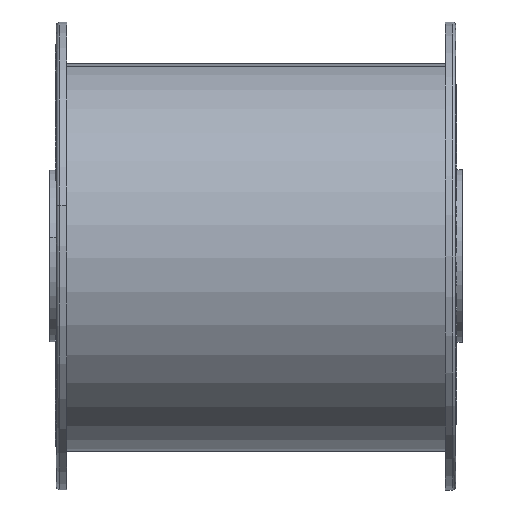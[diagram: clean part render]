
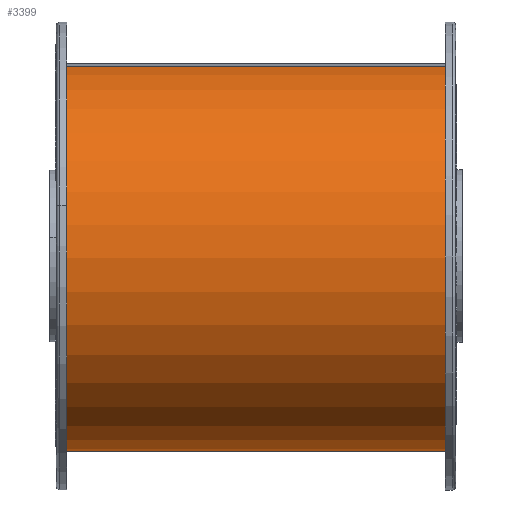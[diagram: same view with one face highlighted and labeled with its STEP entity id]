
A CAD part, left-side view. The second image highlights one B-rep face of the part: STEP entity #3399.
In plain terms, the highlighted cylindrical face has radius 28.187 mm (diameter 56.373 mm), a partial arc.
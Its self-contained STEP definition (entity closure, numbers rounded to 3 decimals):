
#1209 = CARTESIAN_POINT ( 'NONE',  ( -0.212, 55., 0. ) ) ;
#1541 = AXIS2_PLACEMENT_3D ( 'NONE', #20783, #17274, #21130 ) ;
#1998 = AXIS2_PLACEMENT_3D ( 'NONE', #11414, #20192, #10944 ) ;
#2083 = CYLINDRICAL_SURFACE ( 'NONE', #1998, 28.187 ) ;
#2178 = CARTESIAN_POINT ( 'NONE',  ( -28.399, 55., 0. ) ) ;
#2381 = VERTEX_POINT ( 'NONE', #18973 ) ;
#3253 = VERTEX_POINT ( 'NONE', #17614 ) ;
#3399 = ADVANCED_FACE ( 'NONE', ( #7327 ), #2083, .T. ) ;
#6487 = LINE ( 'NONE', #8006, #17224 ) ;
#6602 = EDGE_CURVE ( 'NONE', #21483, #3253, #15704, .T. ) ;
#6810 = DIRECTION ( 'NONE',  ( 1., 0., 0. ) ) ;
#7327 = FACE_OUTER_BOUND ( 'NONE', #8622, .T. ) ;
#8006 = CARTESIAN_POINT ( 'NONE',  ( -28.399, 55., 0. ) ) ;
#8622 = EDGE_LOOP ( 'NONE', ( #22062, #9344, #14976, #18484 ) ) ;
#8943 = CIRCLE ( 'NONE', #23136, 28.187 ) ;
#9344 = ORIENTED_EDGE ( 'NONE', *, *, #21737, .F. ) ;
#9635 = DIRECTION ( 'NONE',  ( 0., -1., 0. ) ) ;
#10944 = DIRECTION ( 'NONE',  ( 0., 0., -1. ) ) ;
#11181 = CARTESIAN_POINT ( 'NONE',  ( 27.974, 0., 0. ) ) ;
#11414 = CARTESIAN_POINT ( 'NONE',  ( -0.212, 55., 0. ) ) ;
#11935 = DIRECTION ( 'NONE',  ( 0., -1., 0. ) ) ;
#14976 = ORIENTED_EDGE ( 'NONE', *, *, #19480, .T. ) ;
#15704 = CIRCLE ( 'NONE', #1541, 28.187 ) ;
#16410 = LINE ( 'NONE', #18157, #22453 ) ;
#17224 = VECTOR ( 'NONE', #19099, 1000. ) ;
#17274 = DIRECTION ( 'NONE',  ( 0., -1., 0. ) ) ;
#17614 = CARTESIAN_POINT ( 'NONE',  ( -28.399, 0., 0. ) ) ;
#18157 = CARTESIAN_POINT ( 'NONE',  ( 27.974, 55., 0. ) ) ;
#18484 = ORIENTED_EDGE ( 'NONE', *, *, #22919, .T. ) ;
#18973 = CARTESIAN_POINT ( 'NONE',  ( 27.974, 55., 0. ) ) ;
#19099 = DIRECTION ( 'NONE',  ( 0., -1., 0. ) ) ;
#19480 = EDGE_CURVE ( 'NONE', #2381, #22909, #8943, .T. ) ;
#20192 = DIRECTION ( 'NONE',  ( 0., -1., 0. ) ) ;
#20783 = CARTESIAN_POINT ( 'NONE',  ( -0.212, 0., 0. ) ) ;
#21130 = DIRECTION ( 'NONE',  ( 1., 0., 0. ) ) ;
#21483 = VERTEX_POINT ( 'NONE', #11181 ) ;
#21737 = EDGE_CURVE ( 'NONE', #2381, #21483, #16410, .T. ) ;
#22062 = ORIENTED_EDGE ( 'NONE', *, *, #6602, .F. ) ;
#22453 = VECTOR ( 'NONE', #9635, 1000. ) ;
#22909 = VERTEX_POINT ( 'NONE', #2178 ) ;
#22919 = EDGE_CURVE ( 'NONE', #22909, #3253, #6487, .T. ) ;
#23136 = AXIS2_PLACEMENT_3D ( 'NONE', #1209, #11935, #6810 ) ;
